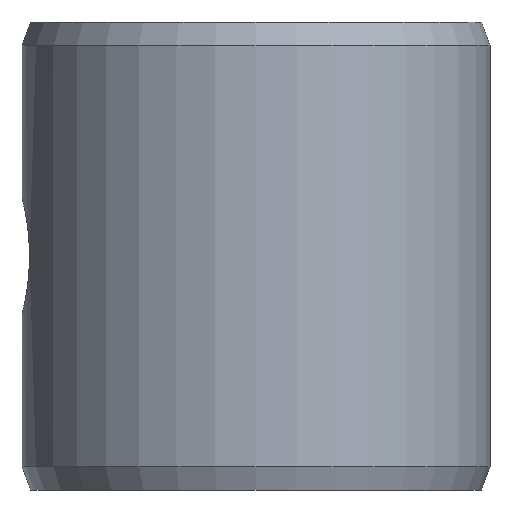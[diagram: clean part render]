
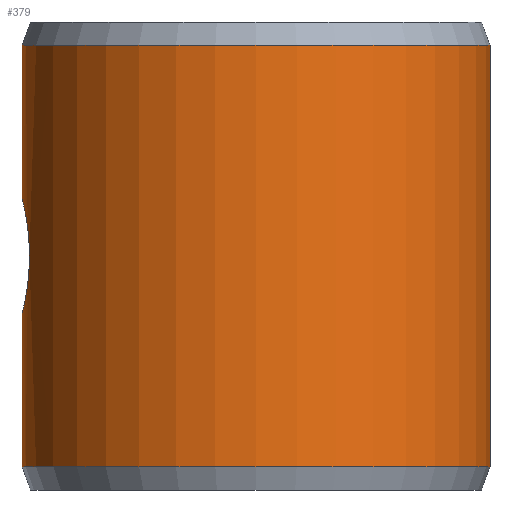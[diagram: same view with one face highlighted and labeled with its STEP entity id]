
A CAD part, left-side view. The second image highlights one B-rep face of the part: STEP entity #379.
In plain terms, the highlighted cylindrical face has radius 6 mm (diameter 12 mm), a partial arc.
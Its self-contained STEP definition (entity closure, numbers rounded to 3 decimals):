
#66=CARTESIAN_POINT('',(0.,6.,1.5));
#67=CARTESIAN_POINT('',(-0.087,6.,1.5));
#68=CARTESIAN_POINT('',(-0.259,5.996,1.485));
#69=CARTESIAN_POINT('',(-0.518,5.979,1.416));
#70=CARTESIAN_POINT('',(-0.755,5.954,1.305));
#71=CARTESIAN_POINT('',(-0.971,5.922,1.153));
#72=CARTESIAN_POINT('',(-1.154,5.889,0.97));
#73=CARTESIAN_POINT('',(-1.306,5.857,0.754));
#74=CARTESIAN_POINT('',(-1.416,5.831,0.518));
#75=CARTESIAN_POINT('',(-1.485,5.813,0.262));
#76=CARTESIAN_POINT('',(-1.5,5.809,0.088));
#77=CARTESIAN_POINT('',(-1.5,5.809,0.));
#79=CARTESIAN_POINT('',(0.,0.,5.4));
#80=DIRECTION('',(0.,0.,-1.));
#81=DIRECTION('',(0.,-1.,0.));
#82=AXIS2_PLACEMENT_3D('',#79,#80,#81);
#84=CARTESIAN_POINT('',(-1.5,5.809,0.));
#85=CARTESIAN_POINT('',(-1.5,5.809,-0.088));
#86=CARTESIAN_POINT('',(-1.485,5.813,-0.262));
#87=CARTESIAN_POINT('',(-1.416,5.831,-0.518));
#88=CARTESIAN_POINT('',(-1.305,5.857,-0.754));
#89=CARTESIAN_POINT('',(-1.154,5.889,-0.97));
#90=CARTESIAN_POINT('',(-0.971,5.922,-1.154));
#91=CARTESIAN_POINT('',(-0.755,5.954,-1.305));
#92=CARTESIAN_POINT('',(-0.518,5.979,-1.416));
#93=CARTESIAN_POINT('',(-0.259,5.996,-1.485));
#94=CARTESIAN_POINT('',(-0.087,6.,-1.5));
#95=CARTESIAN_POINT('',(0.,6.,-1.5));
#123=DIRECTION('',(0.,0.,-1.));
#124=VECTOR('',#123,3.9);
#125=CARTESIAN_POINT('',(0.,6.,-1.5));
#126=LINE('',#125,#124);
#127=DIRECTION('',(0.,0.,-1.));
#128=VECTOR('',#127,10.8);
#129=CARTESIAN_POINT('',(0.,-6.,5.4));
#130=LINE('',#129,#128);
#136=DIRECTION('',(0.,0.,-1.));
#137=VECTOR('',#136,3.9);
#138=CARTESIAN_POINT('',(0.,6.,5.4));
#139=LINE('',#138,#137);
#203=CARTESIAN_POINT('',(0.,0.,-5.4));
#204=DIRECTION('',(0.,0.,-1.));
#205=DIRECTION('',(0.,-1.,0.));
#206=AXIS2_PLACEMENT_3D('',#203,#204,#205);
#254=CARTESIAN_POINT('',(0.,-6.,5.4));
#256=VERTEX_POINT('',#254);
#257=CARTESIAN_POINT('',(0.,-6.,-5.4));
#258=VERTEX_POINT('',#257);
#270=CARTESIAN_POINT('',(0.,6.,5.4));
#272=VERTEX_POINT('',#270);
#273=CARTESIAN_POINT('',(0.,6.,-5.4));
#275=VERTEX_POINT('',#273);
#281=VERTEX_POINT('',#66);
#282=VERTEX_POINT('',#77);
#283=VERTEX_POINT('',#95);
#359=CARTESIAN_POINT('',(0.,0.,6.6));
#360=DIRECTION('',(0.,0.,-1.));
#361=DIRECTION('',(0.,-1.,0.));
#362=AXIS2_PLACEMENT_3D('',#359,#360,#361);
#363=CYLINDRICAL_SURFACE('',#362,6.);
#364=ORIENTED_EDGE('',*,*,#345,.F.);
#366=ORIENTED_EDGE('',*,*,#365,.F.);
#368=ORIENTED_EDGE('',*,*,#367,.F.);
#370=ORIENTED_EDGE('',*,*,#369,.T.);
#372=ORIENTED_EDGE('',*,*,#371,.T.);
#374=ORIENTED_EDGE('',*,*,#373,.F.);
#376=ORIENTED_EDGE('',*,*,#375,.F.);
#377=EDGE_LOOP('',(#364,#366,#368,#370,#372,#374,#376));
#378=FACE_OUTER_BOUND('',#377,.F.);
#379=ADVANCED_FACE('',(#378),#363,.T.);
#78=B_SPLINE_CURVE_WITH_KNOTS('',3,(#66,#67,#68,#69,#70,#71,#72,#73,#74,#75,#76,
#77),.UNSPECIFIED.,.F.,.F.,(4,1,1,1,1,1,1,1,1,4),(0.,0.111,
0.222,0.333,0.444,0.556,
0.667,0.778,0.889,1.),.UNSPECIFIED.);
#83=CIRCLE('',#82,6.);
#96=B_SPLINE_CURVE_WITH_KNOTS('',3,(#84,#85,#86,#87,#88,#89,#90,#91,#92,#93,#94,
#95),.UNSPECIFIED.,.F.,.F.,(4,1,1,1,1,1,1,1,1,4),(0.,0.111,
0.222,0.333,0.444,0.556,
0.667,0.778,0.889,1.),.UNSPECIFIED.);
#207=CIRCLE('',#206,6.);
#345=EDGE_CURVE('',#281,#282,#78,.T.);
#365=EDGE_CURVE('',#272,#281,#139,.T.);
#367=EDGE_CURVE('',#256,#272,#83,.T.);
#369=EDGE_CURVE('',#256,#258,#130,.T.);
#371=EDGE_CURVE('',#258,#275,#207,.T.);
#373=EDGE_CURVE('',#283,#275,#126,.T.);
#375=EDGE_CURVE('',#282,#283,#96,.T.);
